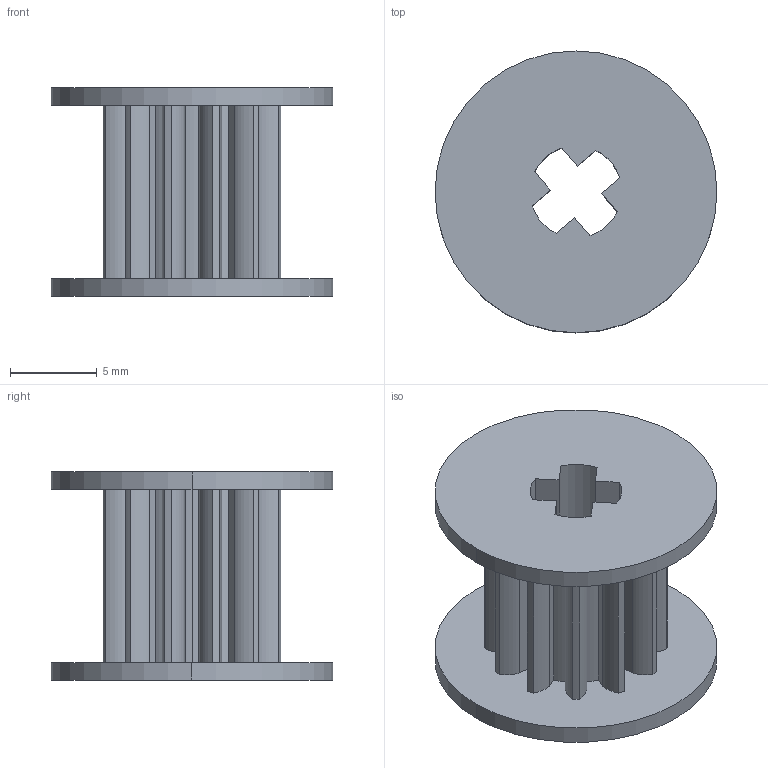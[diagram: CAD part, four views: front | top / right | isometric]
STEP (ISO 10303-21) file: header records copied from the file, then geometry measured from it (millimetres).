
FILE_DESCRIPTION (( 'STEP AP203' ), '1' );
FILE_NAME ('Servo Pinion.STEP', '2023-07-25T03:19:19', ( '' ), ( '' ), 'SwSTEP 2.0', 'SolidWorks 2023', '' );
FILE_SCHEMA (( 'CONFIG_CONTROL_DESIGN' ));
Length unit declared in the file: millimetre
Products named in the file (1): Servo Pinion
Bounding box: 16.25 x 16.25 x 12 mm (x, y, z)
Volume: 817.3 mm3; surface area: 1594.6 mm2
Topology: 1 solids, 1 shells, 93 faces, 267 edges, 178 vertices
Faces by surface type: plane 36, cylinder 33, bspline 24
Entity records: 3848 total; most frequent: CARTESIAN_POINT 1427, ORIENTED_EDGE 534, DIRECTION 425, EDGE_CURVE 267, VERTEX_POINT 178, LINE 153, VECTOR 153, AXIS2_PLACEMENT_3D 136
